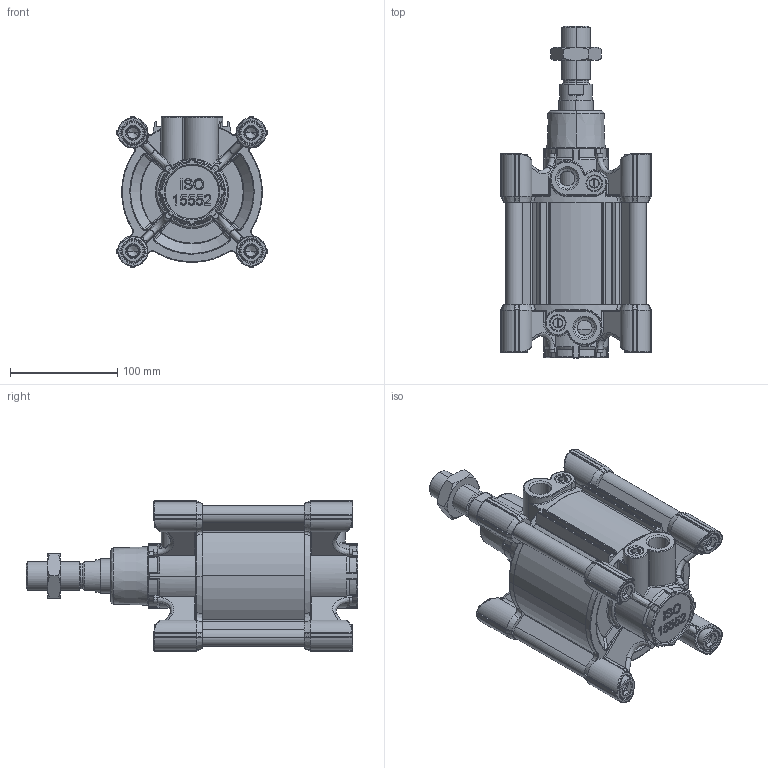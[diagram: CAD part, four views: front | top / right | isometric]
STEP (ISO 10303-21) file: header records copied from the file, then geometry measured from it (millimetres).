
FILE_DESCRIPTION (( 'STEP AP203' ), '1' );
FILE_NAME ('SADE0MA1250025.step', '2022-02-28T15:21:49', ( '' ), ( '' ), 'SwSTEP 2.0', 'SolidWorks 2021', '' );
FILE_SCHEMA (( 'CONFIG_CONTROL_DESIGN' ));
Length unit declared in the file: millimetre
Products named in the file (1): SADE0MA1250025
Bounding box: 140 x 309 x 140 mm (x, y, z)
Volume: 1522110 mm3; surface area: 593978.8 mm2
Topology: 37 solids, 45 shells, 3248 faces, 8265 edges, 5062 vertices
Faces by surface type: cylinder 1170, plane 814, bspline 672, cone 550, torus 42
Entity records: 138899 total; most frequent: CARTESIAN_POINT 66973, ORIENTED_EDGE 16276, DIRECTION 13491, EDGE_CURVE 8138, AXIS2_PLACEMENT_3D 5303, VERTEX_POINT 5062, EDGE_LOOP 3406, ADVANCED_FACE 3248
